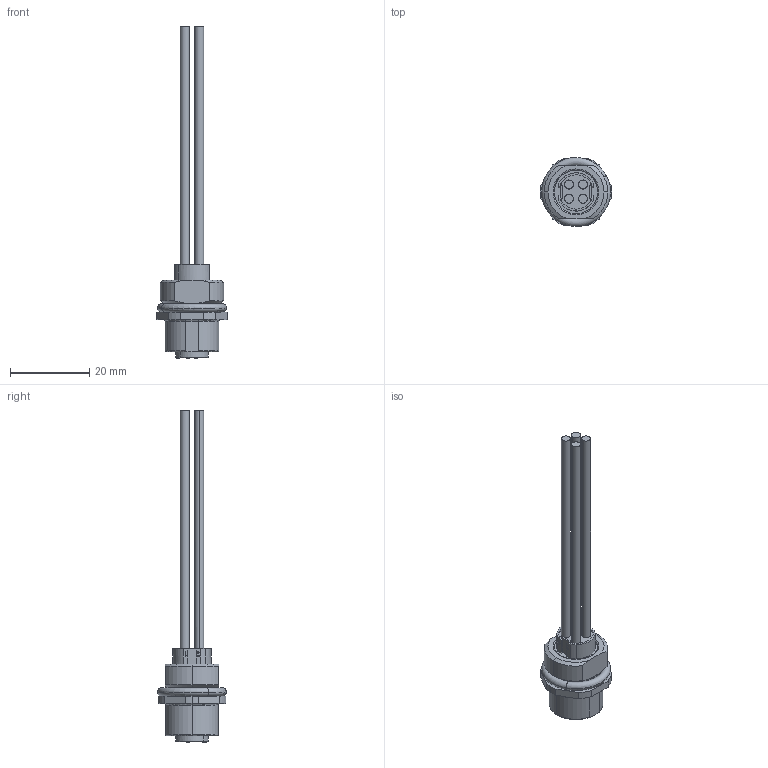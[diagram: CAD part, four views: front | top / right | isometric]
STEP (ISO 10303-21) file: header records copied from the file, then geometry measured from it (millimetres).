
FILE_DESCRIPTION(('CATIA V5 STEP Exchange','CAx-IF Rec.Pracs.--- Model Styling and Organization---1.5--- 2016-08-15','CAx-IF Rec.Pracs.---Supplemental Geometry---1.0---2011-11-01','CAx-IF Rec.Pracs.--- Composite Materials ---1.1---2010-07-15'),'2;1');
FILE_NAME ('D1452169_0', '2025-11-12T08:25:03+00:00', ('none'), ('Weidmueller'), 'CATIA Version 5-6 Release 2024 SP4', 'CATIA V5 STEP AP214 v3', 'none');
FILE_SCHEMA(('AUTOMOTIVE_DESIGN { 1 0 10303 214 1 1 1 1 }'));
Length unit declared in the file: millimetre
Products named in the file (1): 1467940000
Bounding box: 18 x 17.4 x 83.72 mm (x, y, z)
Volume: 3951.4 mm3; surface area: 4747.7 mm2
Topology: 1 solids, 3 shells, 549 faces, 1493 edges, 981 vertices
Faces by surface type: cylinder 202, plane 165, torus 74, cone 50, extrusion 42, sphere 16
Entity records: 18612 total; most frequent: CARTESIAN_POINT 6242, ORIENTED_EDGE 2982, DIRECTION 1743, EDGE_CURVE 1491, VERTEX_POINT 981, AXIS2_PLACEMENT_3D 802, VECTOR 651, LINE 609
